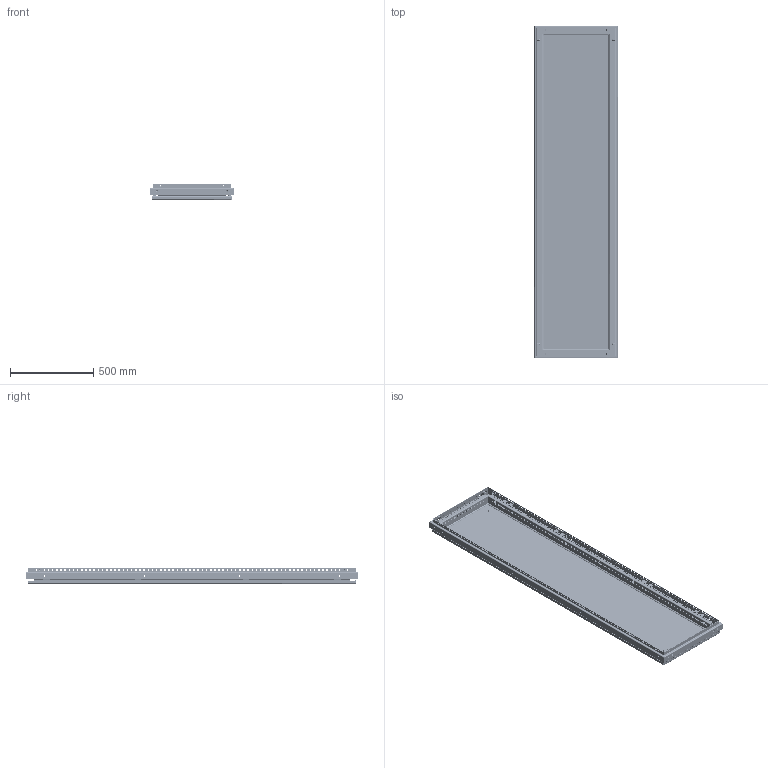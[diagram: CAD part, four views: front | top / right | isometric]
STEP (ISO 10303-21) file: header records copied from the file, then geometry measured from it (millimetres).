
FILE_DESCRIPTION (( 'STEP AP214' ), '1' );
FILE_NAME ('Ñâàðíàÿ ðàìà ñ çàäíåé ïàíåëüþ W500H2000.STEP', '2024-08-14T07:42:28', ( '' ), ( '' ), 'SwSTEP 2.0', 'SolidWorks 2021', '' );
FILE_SCHEMA (( 'AUTOMOTIVE_DESIGN' ));
Length unit declared in the file: millimetre
Products named in the file (19): Çàäíÿÿ ïàíåëü W500H2000; Âèíò Ì6õ16 ìåáåëüíûé; Ñâàðíàÿ ðàìà ñ çàäíåé ïàíåëüþ W500H2000; Áîêîâîé ïðîôèëü1 H2000; Áîêîâîé ïðîôèëü H2000; Áîêîâîé ïðîôèëü2 H2000; Ñâàðíàÿ ðàìà W500H2000; Ãàéêà êëåòüåâàÿ DIN 88109-Ì6-(1,7-2,5)-Zn ; Ãîðèçîíòàëüíûé ïðîôèëü1 W500; Áîáûøêà; Ãîðèçîíòàëüíûé ïðîôèëü2 W500; Çàêëåïêà ðåçüáîâàÿ Ì8 øåñòèãðàííàÿ ñ óìåíüøåííûì áîðòîì; Øïèëüêà ïðèâàðíàÿ Ì6õ16; Çàäíÿÿ ïàíåëü ÑÁ W500H2000; Êðåïëåíèå çàäíåé ïàíåëè; Ãàñêåòèíã çàäíåé ïàíåëè W500H2000; Ãîðèçîíòàëüíûé ïðîôèëü W500; Çàêëåïêà ðåçüáîâàÿ Ì6 øåñòèãðàííàÿ ñ óìåíüøåííûì áîðòîì; 600.000
Assembly tree (92 placements, depth 4):
  Ñâàðíàÿ ðàìà ñ çàäíåé ïàíåëüþ W500H2000
    Ñâàðíàÿ ðàìà W500H2000
      Ãîðèçîíòàëüíûé ïðîôèëü W500  x2
        Ãîðèçîíòàëüíûé ïðîôèëü1 W500
        Ãîðèçîíòàëüíûé ïðîôèëü2 W500
        600.000
        Áîáûøêà
      Áîêîâîé ïðîôèëü H2000  x2
        Áîêîâîé ïðîôèëü1 H2000
        Áîêîâîé ïðîôèëü2 H2000
      Çàêëåïêà ðåçüáîâàÿ Ì8 øåñòèãðàííàÿ ñ óìåíüøåííûì áîðòîì  x8
      Çàêëåïêà ðåçüáîâàÿ Ì6 øåñòèãðàííàÿ ñ óìåíüøåííûì áîðòîì  x26
    Çàäíÿÿ ïàíåëü ÑÁ W500H2000
      Çàäíÿÿ ïàíåëü W500H2000
      Ãàñêåòèíã çàäíåé ïàíåëè W500H2000
      Øïèëüêà ïðèâàðíàÿ Ì6õ16  x2
    Êðåïëåíèå çàäíåé ïàíåëè  x8
    Âèíò Ì6õ16 ìåáåëüíûé  x24
    Ãàéêà êëåòüåâàÿ DIN 88109-Ì6-(1,7-2,5)-Zn   x8
Bounding box: 501.2 x 1996 x 90.9 mm (x, y, z)
Volume: 4045315.8 mm3; surface area: 4539733.9 mm2
Topology: 94 solids, 94 shells, 8796 faces, 23516 edges, 14954 vertices
Faces by surface type: plane 4781, cylinder 3241, cone 472, bspline 250, torus 52
Entity records: 89961 total; most frequent: CARTESIAN_POINT 22790, ORIENTED_EDGE 13776, DIRECTION 13077, EDGE_CURVE 6888, VECTOR 5165, LINE 5165, VERTEX_POINT 4482, AXIS2_PLACEMENT_3D 3956
